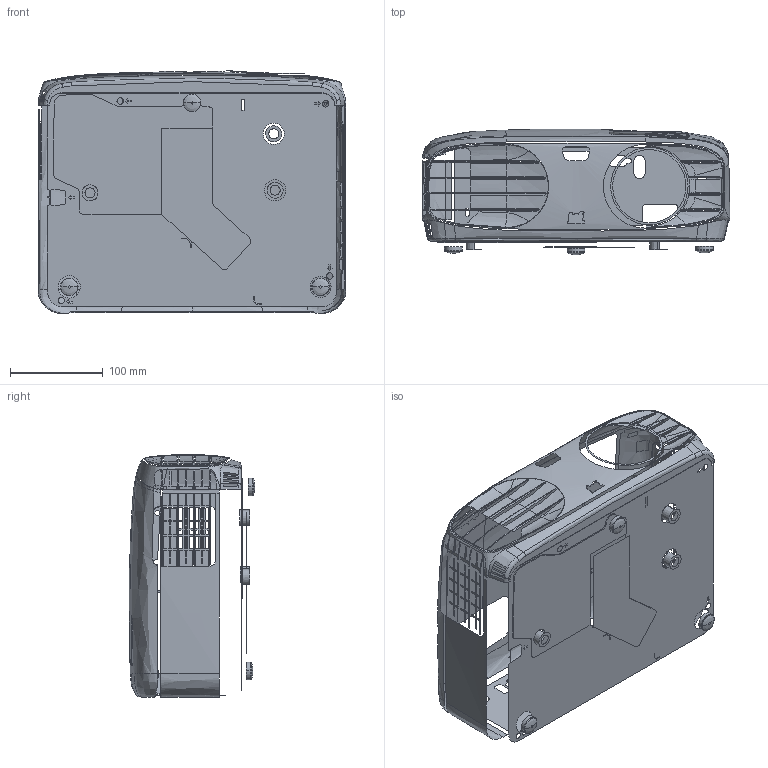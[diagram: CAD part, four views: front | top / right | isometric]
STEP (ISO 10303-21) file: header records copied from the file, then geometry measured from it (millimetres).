
FILE_DESCRIPTION((''),'2;1');
FILE_NAME('SINGLE','2020-05-13T',('ChenPet'),(''),'PRO/ENGINEER BY PARAMETRIC TECHNOLOGY CORPORATION, 2009440','PRO/ENGINEER BY PARAMETRIC TECHNOLOGY CORPORATION, 2009440','');
FILE_SCHEMA(('CONFIG_CONTROL_DESIGN'));
Length unit declared in the file: millimetre
Products named in the file (1): SINGLE
Bounding box: 332.06 x 135.48 x 261.79 mm (x, y, z)
Surface area: 235006.1 mm2 (no closed solid volume)
Topology: 0 solids, 41 shells, 134 faces, 1460 edges, 1363 vertices
Faces by surface type: bspline 87, plane 17, torus 8, cylinder 8, revolution 6, cone 6, extrusion 2
Entity records: 20297 total; most frequent: CARTESIAN_POINT 12806, ORIENTED_EDGE 1624, EDGE_CURVE 1460, VERTEX_POINT 1363, B_SPLINE_CURVE_WITH_KNOTS 1156, DIRECTION 527, EDGE_LOOP 190, VECTOR 185
